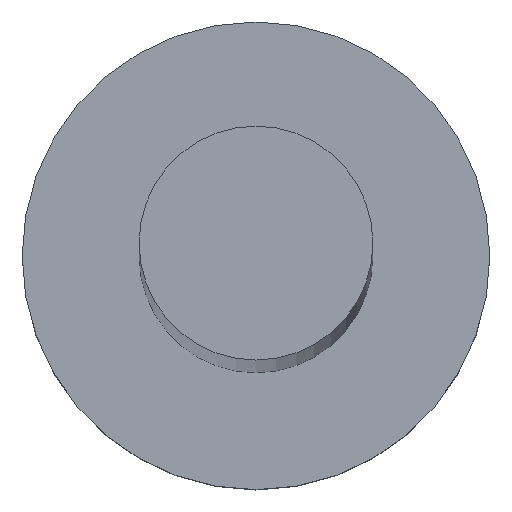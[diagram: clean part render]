
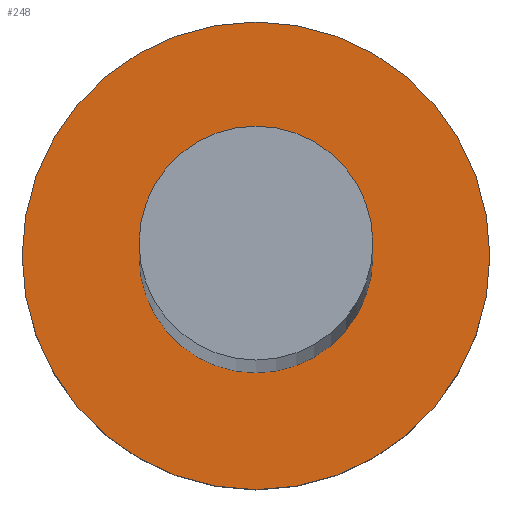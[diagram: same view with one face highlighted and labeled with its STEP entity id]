
A CAD part, top view. The second image highlights one B-rep face of the part: STEP entity #248.
In plain terms, the highlighted planar face has unit normal (0, 0, 1).
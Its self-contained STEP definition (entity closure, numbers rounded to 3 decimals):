
#6 = EDGE_CURVE ( 'NONE', #170, #229, #146, .T. ) ;
#24 = AXIS2_PLACEMENT_3D ( 'NONE', #207, #111, #193 ) ;
#32 = CARTESIAN_POINT ( 'NONE',  ( 0., 0., 3. ) ) ;
#47 = EDGE_LOOP ( 'NONE', ( #102, #90 ) ) ;
#56 = DIRECTION ( 'NONE',  ( 0., 0., 1. ) ) ;
#66 = AXIS2_PLACEMENT_3D ( 'NONE', #152, #130, #250 ) ;
#71 = FACE_BOUND ( 'NONE', #205, .T. ) ;
#72 = AXIS2_PLACEMENT_3D ( 'NONE', #251, #249, #142 ) ;
#73 = DIRECTION ( 'NONE',  ( 1., 0., 0. ) ) ;
#78 = CARTESIAN_POINT ( 'NONE',  ( -2., 0., 3. ) ) ;
#90 = ORIENTED_EDGE ( 'NONE', *, *, #203, .T. ) ;
#92 = DIRECTION ( 'NONE',  ( 0., 0., 1. ) ) ;
#93 = ORIENTED_EDGE ( 'NONE', *, *, #182, .F. ) ;
#98 = AXIS2_PLACEMENT_3D ( 'NONE', #32, #56, #228 ) ;
#102 = ORIENTED_EDGE ( 'NONE', *, *, #6, .T. ) ;
#104 = VERTEX_POINT ( 'NONE', #78 ) ;
#105 = CARTESIAN_POINT ( 'NONE',  ( 2., 0., 3. ) ) ;
#111 = DIRECTION ( 'NONE',  ( 0., 0., 1. ) ) ;
#119 = CIRCLE ( 'NONE', #72, 4. ) ;
#129 = FACE_OUTER_BOUND ( 'NONE', #47, .T. ) ;
#130 = DIRECTION ( 'NONE',  ( 0., 0., 1. ) ) ;
#138 = CIRCLE ( 'NONE', #98, 2. ) ;
#142 = DIRECTION ( 'NONE',  ( 1., 0., 0. ) ) ;
#146 = CIRCLE ( 'NONE', #66, 4. ) ;
#152 = CARTESIAN_POINT ( 'NONE',  ( 0., 0., 3. ) ) ;
#163 = ORIENTED_EDGE ( 'NONE', *, *, #226, .F. ) ;
#164 = CARTESIAN_POINT ( 'NONE',  ( 0., 0., 3. ) ) ;
#170 = VERTEX_POINT ( 'NONE', #236 ) ;
#176 = AXIS2_PLACEMENT_3D ( 'NONE', #164, #92, #73 ) ;
#182 = EDGE_CURVE ( 'NONE', #235, #104, #217, .T. ) ;
#193 = DIRECTION ( 'NONE',  ( 1., 0., 0. ) ) ;
#203 = EDGE_CURVE ( 'NONE', #229, #170, #119, .T. ) ;
#205 = EDGE_LOOP ( 'NONE', ( #163, #93 ) ) ;
#207 = CARTESIAN_POINT ( 'NONE',  ( 0., 0., 3. ) ) ;
#211 = CARTESIAN_POINT ( 'NONE',  ( 4., 0., 3. ) ) ;
#213 = PLANE ( 'NONE',  #24 ) ;
#217 = CIRCLE ( 'NONE', #176, 2. ) ;
#226 = EDGE_CURVE ( 'NONE', #104, #235, #138, .T. ) ;
#228 = DIRECTION ( 'NONE',  ( 1., 0., 0. ) ) ;
#229 = VERTEX_POINT ( 'NONE', #211 ) ;
#235 = VERTEX_POINT ( 'NONE', #105 ) ;
#236 = CARTESIAN_POINT ( 'NONE',  ( -4., 0., 3. ) ) ;
#248 = ADVANCED_FACE ( 'NONE', ( #71, #129 ), #213, .T. ) ;
#249 = DIRECTION ( 'NONE',  ( 0., 0., 1. ) ) ;
#250 = DIRECTION ( 'NONE',  ( 1., 0., 0. ) ) ;
#251 = CARTESIAN_POINT ( 'NONE',  ( 0., 0., 3. ) ) ;
